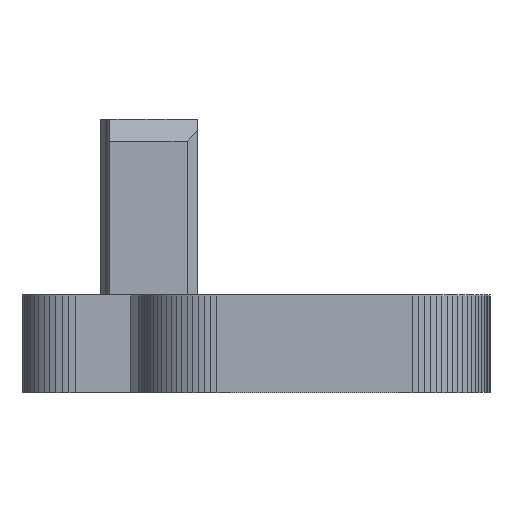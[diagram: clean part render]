
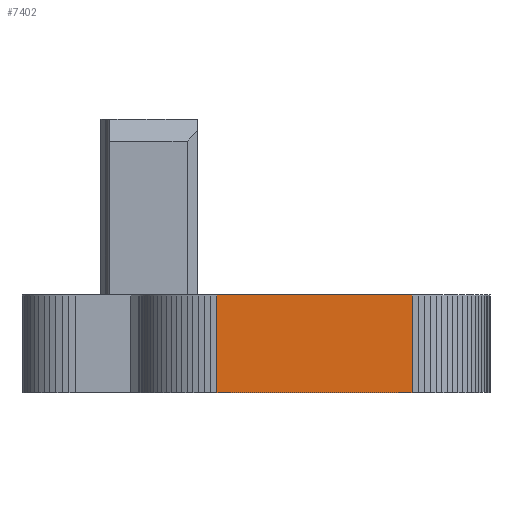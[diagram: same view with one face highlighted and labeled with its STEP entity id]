
A CAD part, left-side view. The second image highlights one B-rep face of the part: STEP entity #7402.
In plain terms, the highlighted planar face has unit normal (-1, 0, 0).
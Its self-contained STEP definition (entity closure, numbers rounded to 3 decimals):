
#671 = VERTEX_POINT('',#672);
#672 = CARTESIAN_POINT('',(-8.,30.,0.));
#714 = PLANE('',#715);
#715 = AXIS2_PLACEMENT_3D('',#716,#717,#718);
#716 = CARTESIAN_POINT('',(-7.975,30.628,0.));
#717 = DIRECTION('',(0.999,-0.039,0.));
#718 = DIRECTION('',(-0.039,-0.999,0.));
#1475 = VERTEX_POINT('',#1476);
#1476 = CARTESIAN_POINT('',(-8.,30.,10.));
#3238 = EDGE_CURVE('',#671,#1475,#3239,.T.);
#3239 = SURFACE_CURVE('',#3240,(#3244,#3251),.PCURVE_S1.);
#3240 = LINE('',#3241,#3242);
#3241 = CARTESIAN_POINT('',(-8.,30.,0.));
#3242 = VECTOR('',#3243,1.);
#3243 = DIRECTION('',(0.,0.,1.));
#3244 = PCURVE('',#714,#3245);
#3245 = DEFINITIONAL_REPRESENTATION('',(#3246),#3250);
#3246 = LINE('',#3247,#3248);
#3247 = CARTESIAN_POINT('',(0.628,0.));
#3248 = VECTOR('',#3249,1.);
#3249 = DIRECTION('',(0.,-1.));
#3250 = ( GEOMETRIC_REPRESENTATION_CONTEXT(2) 
PARAMETRIC_REPRESENTATION_CONTEXT() REPRESENTATION_CONTEXT('2D SPACE',''
  ) );
#3251 = PCURVE('',#3252,#3257);
#3252 = PLANE('',#3253);
#3253 = AXIS2_PLACEMENT_3D('',#3254,#3255,#3256);
#3254 = CARTESIAN_POINT('',(-8.,10.,0.));
#3255 = DIRECTION('',(1.,0.,0.));
#3256 = DIRECTION('',(0.,0.,1.));
#3257 = DEFINITIONAL_REPRESENTATION('',(#3258),#3262);
#3258 = LINE('',#3259,#3260);
#3259 = CARTESIAN_POINT('',(0.,-20.));
#3260 = VECTOR('',#3261,1.);
#3261 = DIRECTION('',(1.,0.));
#3262 = ( GEOMETRIC_REPRESENTATION_CONTEXT(2) 
PARAMETRIC_REPRESENTATION_CONTEXT() REPRESENTATION_CONTEXT('2D SPACE',''
  ) );
#3284 = PLANE('',#3285);
#3285 = AXIS2_PLACEMENT_3D('',#3286,#3287,#3288);
#3286 = CARTESIAN_POINT('',(-8.,10.,0.));
#3287 = DIRECTION('',(0.,0.,1.));
#3288 = DIRECTION('',(1.,0.,0.));
#5248 = PLANE('',#5249);
#5249 = AXIS2_PLACEMENT_3D('',#5250,#5251,#5252);
#5250 = CARTESIAN_POINT('',(-8.,10.,10.));
#5251 = DIRECTION('',(0.,0.,1.));
#5252 = DIRECTION('',(1.,0.,0.));
#7402 = ADVANCED_FACE('',(#7403),#3252,.F.);
#7403 = FACE_BOUND('',#7404,.F.);
#7404 = EDGE_LOOP('',(#7405,#7435,#7456,#7457));
#7405 = ORIENTED_EDGE('',*,*,#7406,.F.);
#7406 = EDGE_CURVE('',#7407,#7409,#7411,.T.);
#7407 = VERTEX_POINT('',#7408);
#7408 = CARTESIAN_POINT('',(-8.,10.,0.));
#7409 = VERTEX_POINT('',#7410);
#7410 = CARTESIAN_POINT('',(-8.,10.,10.));
#7411 = SURFACE_CURVE('',#7412,(#7416,#7423),.PCURVE_S1.);
#7412 = LINE('',#7413,#7414);
#7413 = CARTESIAN_POINT('',(-8.,10.,0.));
#7414 = VECTOR('',#7415,1.);
#7415 = DIRECTION('',(0.,0.,1.));
#7416 = PCURVE('',#3252,#7417);
#7417 = DEFINITIONAL_REPRESENTATION('',(#7418),#7422);
#7418 = LINE('',#7419,#7420);
#7419 = CARTESIAN_POINT('',(0.,0.));
#7420 = VECTOR('',#7421,1.);
#7421 = DIRECTION('',(1.,0.));
#7422 = ( GEOMETRIC_REPRESENTATION_CONTEXT(2) 
PARAMETRIC_REPRESENTATION_CONTEXT() REPRESENTATION_CONTEXT('2D SPACE',''
  ) );
#7423 = PCURVE('',#7424,#7429);
#7424 = PLANE('',#7425);
#7425 = AXIS2_PLACEMENT_3D('',#7426,#7427,#7428);
#7426 = CARTESIAN_POINT('',(-8.,10.,0.));
#7427 = DIRECTION('',(0.999,0.039,0.));
#7428 = DIRECTION('',(0.039,-0.999,0.));
#7429 = DEFINITIONAL_REPRESENTATION('',(#7430),#7434);
#7430 = LINE('',#7431,#7432);
#7431 = CARTESIAN_POINT('',(0.,0.));
#7432 = VECTOR('',#7433,1.);
#7433 = DIRECTION('',(0.,-1.));
#7434 = ( GEOMETRIC_REPRESENTATION_CONTEXT(2) 
PARAMETRIC_REPRESENTATION_CONTEXT() REPRESENTATION_CONTEXT('2D SPACE',''
  ) );
#7435 = ORIENTED_EDGE('',*,*,#7436,.T.);
#7436 = EDGE_CURVE('',#7407,#671,#7437,.T.);
#7437 = SURFACE_CURVE('',#7438,(#7442,#7449),.PCURVE_S1.);
#7438 = LINE('',#7439,#7440);
#7439 = CARTESIAN_POINT('',(-8.,10.,0.));
#7440 = VECTOR('',#7441,1.);
#7441 = DIRECTION('',(0.,1.,0.));
#7442 = PCURVE('',#3252,#7443);
#7443 = DEFINITIONAL_REPRESENTATION('',(#7444),#7448);
#7444 = LINE('',#7445,#7446);
#7445 = CARTESIAN_POINT('',(0.,0.));
#7446 = VECTOR('',#7447,1.);
#7447 = DIRECTION('',(0.,-1.));
#7448 = ( GEOMETRIC_REPRESENTATION_CONTEXT(2) 
PARAMETRIC_REPRESENTATION_CONTEXT() REPRESENTATION_CONTEXT('2D SPACE',''
  ) );
#7449 = PCURVE('',#3284,#7450);
#7450 = DEFINITIONAL_REPRESENTATION('',(#7451),#7455);
#7451 = LINE('',#7452,#7453);
#7452 = CARTESIAN_POINT('',(0.,0.));
#7453 = VECTOR('',#7454,1.);
#7454 = DIRECTION('',(0.,1.));
#7455 = ( GEOMETRIC_REPRESENTATION_CONTEXT(2) 
PARAMETRIC_REPRESENTATION_CONTEXT() REPRESENTATION_CONTEXT('2D SPACE',''
  ) );
#7456 = ORIENTED_EDGE('',*,*,#3238,.T.);
#7457 = ORIENTED_EDGE('',*,*,#7458,.F.);
#7458 = EDGE_CURVE('',#7409,#1475,#7459,.T.);
#7459 = SURFACE_CURVE('',#7460,(#7464,#7471),.PCURVE_S1.);
#7460 = LINE('',#7461,#7462);
#7461 = CARTESIAN_POINT('',(-8.,10.,10.));
#7462 = VECTOR('',#7463,1.);
#7463 = DIRECTION('',(0.,1.,0.));
#7464 = PCURVE('',#3252,#7465);
#7465 = DEFINITIONAL_REPRESENTATION('',(#7466),#7470);
#7466 = LINE('',#7467,#7468);
#7467 = CARTESIAN_POINT('',(10.,0.));
#7468 = VECTOR('',#7469,1.);
#7469 = DIRECTION('',(0.,-1.));
#7470 = ( GEOMETRIC_REPRESENTATION_CONTEXT(2) 
PARAMETRIC_REPRESENTATION_CONTEXT() REPRESENTATION_CONTEXT('2D SPACE',''
  ) );
#7471 = PCURVE('',#5248,#7472);
#7472 = DEFINITIONAL_REPRESENTATION('',(#7473),#7477);
#7473 = LINE('',#7474,#7475);
#7474 = CARTESIAN_POINT('',(0.,0.));
#7475 = VECTOR('',#7476,1.);
#7476 = DIRECTION('',(0.,1.));
#7477 = ( GEOMETRIC_REPRESENTATION_CONTEXT(2) 
PARAMETRIC_REPRESENTATION_CONTEXT() REPRESENTATION_CONTEXT('2D SPACE',''
  ) );
